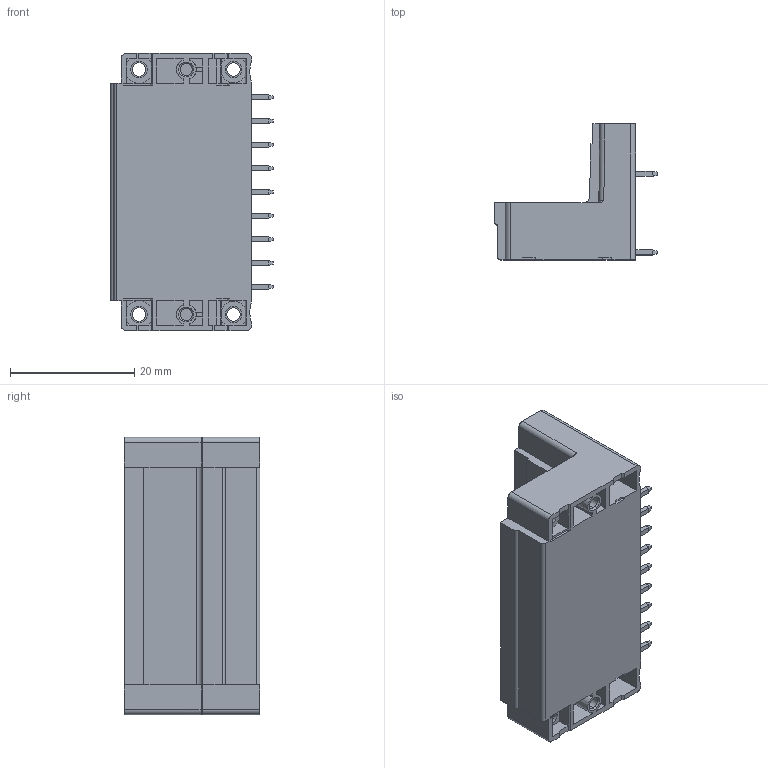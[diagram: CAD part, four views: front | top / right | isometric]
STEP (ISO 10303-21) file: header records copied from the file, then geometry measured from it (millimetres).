
FILE_DESCRIPTION((''),'2;1');
FILE_NAME('TLPHDW-105R-1','2024-09-24T10:29:34',('sheji109'),(''),'CREO PARAMETRIC BY PTC INC, 2018100','CREO PARAMETRIC BY PTC INC, 2018100','');
FILE_SCHEMA(('CONFIG_CONTROL_DESIGN'));
Length unit declared in the file: millimetre
Products named in the file (1): TLPHDW-105R-1
Bounding box: 26.2 x 21.9 x 44.68 mm (x, y, z)
Volume: 9477.6 mm3; surface area: 10882 mm2
Topology: 1 solids, 1 shells, 1580 faces, 4282 edges, 2764 vertices
Faces by surface type: plane 1232, cylinder 311, cone 26, sphere 9, bspline 2
Entity records: 49267 total; most frequent: CARTESIAN_POINT 9103, ORIENTED_EDGE 8546, DIRECTION 8003, EDGE_CURVE 4273, VECTOR 3499, LINE 3499, VERTEX_POINT 2764, AXIS2_PLACEMENT_3D 2252
